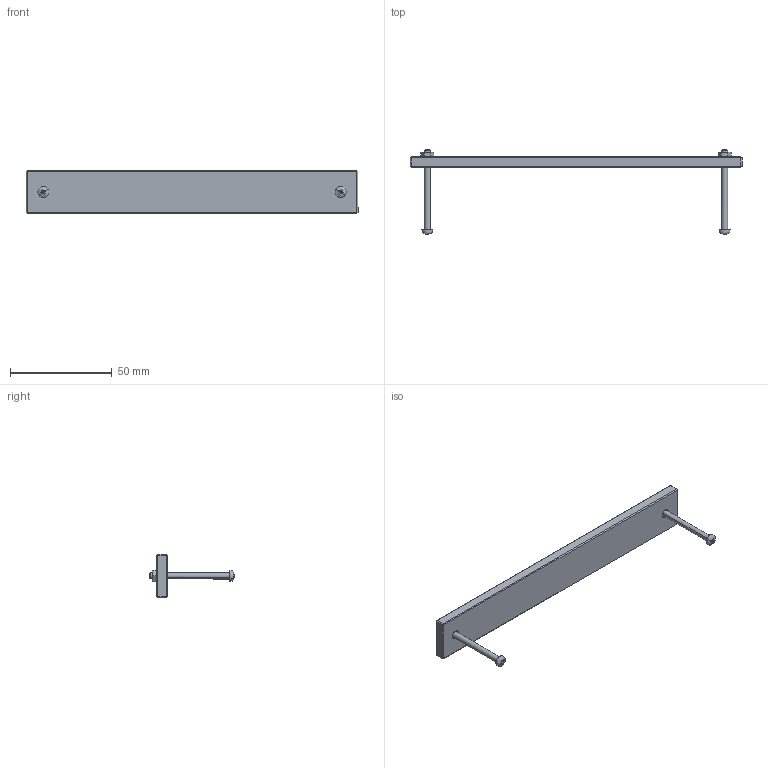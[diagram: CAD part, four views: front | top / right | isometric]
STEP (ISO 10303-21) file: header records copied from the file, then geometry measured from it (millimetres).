
FILE_DESCRIPTION(/* description */ (''),/* implementation_level */ '2;1');
FILE_NAME(/* name */ 'Sense Scanner Guts Handle Hardware and Screen',/* time_stamp */ '2019-12-25T17:40:41-08:00',/* author */ (''),/* organization */ (''),/* preprocessor_version */ 'ST-DEVELOPER v16.5',/* originating_system */ '',/* authorisation */ '');
FILE_SCHEMA (('AUTOMOTIVE_DESIGN'));
Length unit declared in the file: millimetre
Products named in the file (1): Document
Bounding box: 163.5 x 41.41 x 21.3 mm (x, y, z)
Volume: 18280.9 mm3; surface area: 9777.8 mm2
Topology: 5 solids, 5 shells, 138 faces, 324 edges, 174 vertices
Faces by surface type: bspline 100, plane 38
Entity records: 5461 total; most frequent: CARTESIAN_POINT 3490, ORIENTED_EDGE 600, EDGE_CURVE 300, B_SPLINE_CURVE_WITH_KNOTS 244, VERTEX_POINT 174, EDGE_LOOP 148, ADVANCED_FACE 138, FACE_OUTER_BOUND 138
